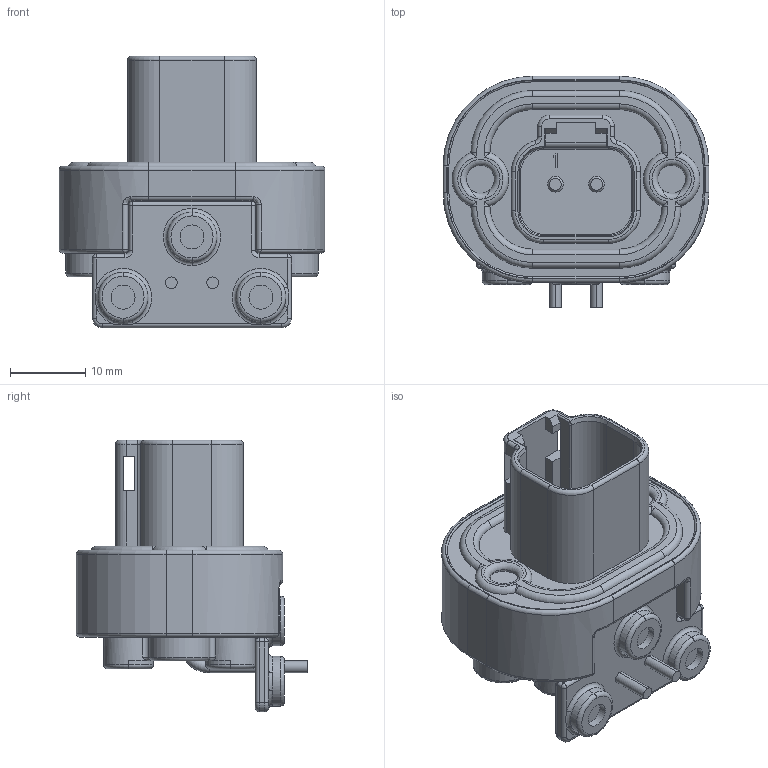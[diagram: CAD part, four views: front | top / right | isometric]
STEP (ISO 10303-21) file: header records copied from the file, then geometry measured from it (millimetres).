
FILE_DESCRIPTION((''),'2;1');
FILE_NAME('C-DT13-2P','2014-07-23T',('workeradm'),('Tyco Electronics Ltd.'),'PRO/ENGINEER BY PARAMETRIC TECHNOLOGY CORPORATION, 2013050','PRO/ENGINEER BY PARAMETRIC TECHNOLOGY CORPORATION, 2013050','');
FILE_SCHEMA(('AUTOMOTIVE_DESIGN { 1 0 10303 214 1 1 1 1 }'));
Length unit declared in the file: millimetre
Products named in the file (1): C-DT13-2P
Bounding box: 35.31 x 30.76 x 36.07 mm (x, y, z)
Volume: 11665.3 mm3; surface area: 6503.7 mm2
Topology: 1 solids, 1 shells, 413 faces, 1000 edges, 608 vertices
Faces by surface type: cylinder 174, plane 109, torus 96, sphere 14, bspline 12, cone 8
Entity records: 14140 total; most frequent: CARTESIAN_POINT 4129, DIRECTION 2212, ORIENTED_EDGE 2000, EDGE_CURVE 1000, AXIS2_PLACEMENT_3D 897, VERTEX_POINT 608, CIRCLE 496, EDGE_LOOP 440
